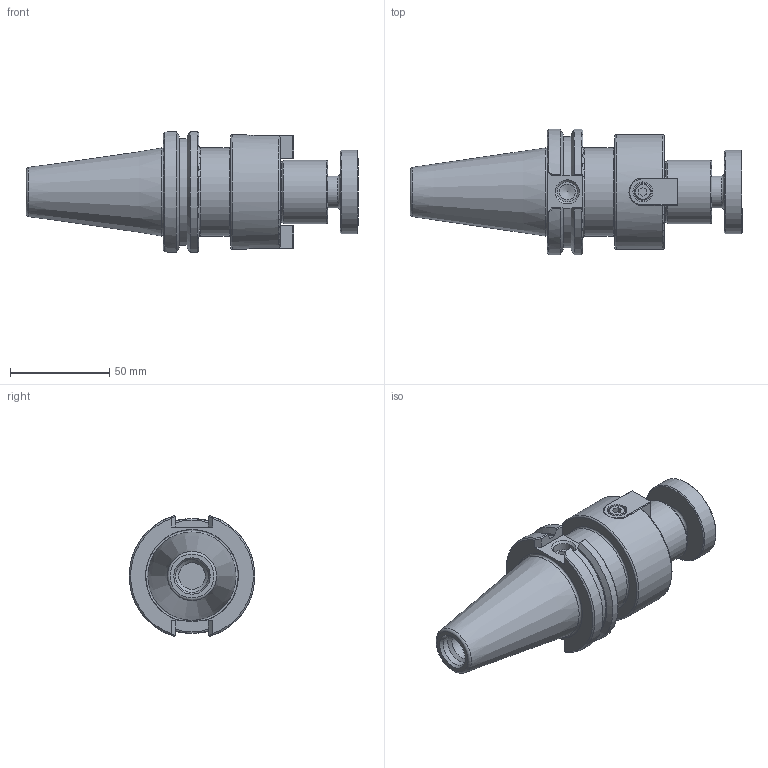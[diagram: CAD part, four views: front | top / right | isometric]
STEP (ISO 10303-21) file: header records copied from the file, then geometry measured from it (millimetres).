
FILE_DESCRIPTION(/* description */ (''),/* implementation_level */ '2;1');
FILE_NAME(/* name */ 'C40F-M32SM60C.stp',/* time_stamp */ '2023-10-26T14:41:49-04:00',/* author */ ('jsmall'),/* organization */ (''),/* preprocessor_version */ 'ST-DEVELOPER v18.1',/* originating_system */ 'Autodesk Inventor 2022',/* authorisation */ '');
FILE_SCHEMA (('AUTOMOTIVE_DESIGN { 1 0 10303 214 3 1 1 }'));
Length unit declared in the file: inch
Products named in the file (5): C40F-M32SM60C; C40F-M32SM60C_1; 32MMKY; 028-166; 32MMLS
Assembly tree (6 placements, depth 2):
  C40F-M32SM60C
    C40F-M32SM60C_1
    32MMKY  x2
    028-166  x2
    32MMLS
Bounding box: 167.61 x 63.28 x 61.11 mm (x, y, z)
Volume: 218955 mm3; surface area: 47977.6 mm2
Topology: 6 solids, 6 shells, 200 faces, 514 edges, 332 vertices
Faces by surface type: plane 106, cylinder 46, cone 34, torus 10, bspline 4
Full cylindrical faces by diameter (mm): 2.997 x6, 4.134 x2, 5 x2, 5.512 x2, 8 x1, 8.5 x2, 10 x1, 10.008 x2, 10.135 x1, 13.386 x1, 13.835 x2, 16 x1, 16.459 x1, 17.018 x1, 30.47 x1, 31.994 x1, 42 x1, 44.45 x1, 58 x1
Entity records: 6414 total; most frequent: CARTESIAN_POINT 1938, ORIENTED_EDGE 888, DIRECTION 869, EDGE_CURVE 444, AXIS2_PLACEMENT_3D 330, VERTEX_POINT 290, LINE 209, VECTOR 209
